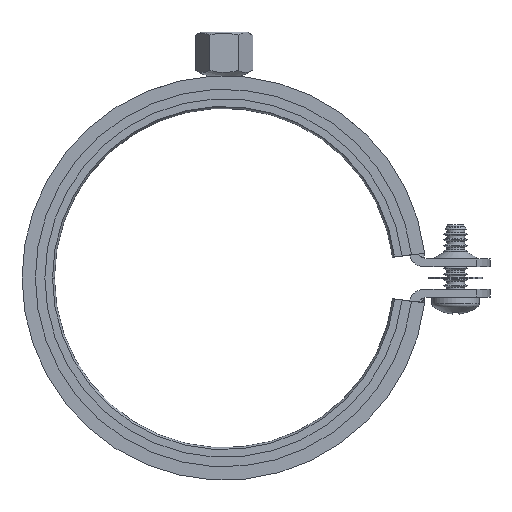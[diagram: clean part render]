
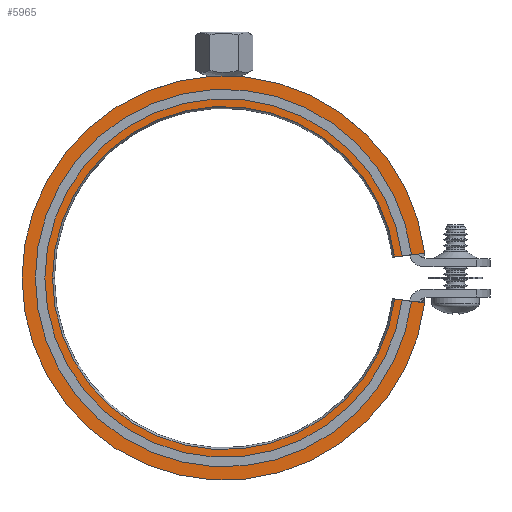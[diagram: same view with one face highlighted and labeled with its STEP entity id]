
A CAD part, front view. The second image highlights one B-rep face of the part: STEP entity #5965.
In plain terms, the highlighted face is planar.
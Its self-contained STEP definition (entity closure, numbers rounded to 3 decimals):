
#4816=CARTESIAN_POINT('',(74.418,165.573,11.5));
#4817=VERTEX_POINT('',#4816);
#4824=CARTESIAN_POINT('',(164.079,160.063,11.5));
#4825=VERTEX_POINT('',#4824);
#4826=CARTESIAN_POINT('',(119.418,165.573,11.5));
#4827=DIRECTION('',(0.0,0.0,1.0));
#4828=DIRECTION('',(1.0,0.0,0.0));
#4829=AXIS2_PLACEMENT_3D('',#4826,#4827,#4828);
#4830=CIRCLE('',#4829,45.);
#4831=EDGE_CURVE('',#4817,#4825,#4830,.T.);
#4856=CARTESIAN_POINT('',(66.418,165.573,11.5));
#4857=VERTEX_POINT('',#4856);
#4866=CARTESIAN_POINT('',(172.019,172.063,11.5));
#4867=VERTEX_POINT('',#4866);
#4868=CARTESIAN_POINT('',(119.418,165.573,11.5));
#4869=DIRECTION('',(0.0,0.0,1.0));
#4870=DIRECTION('',(1.0,0.0,0.0));
#4871=AXIS2_PLACEMENT_3D('',#4868,#4869,#4870);
#4872=CIRCLE('',#4871,53.);
#4873=EDGE_CURVE('',#4867,#4857,#4872,.T.);
#5916=CARTESIAN_POINT('',(172.019,159.083,11.5));
#5917=VERTEX_POINT('',#5916);
#5924=CARTESIAN_POINT('',(119.418,165.573,11.5));
#5925=DIRECTION('',(0.0,0.0,1.0));
#5926=DIRECTION('',(1.0,0.0,0.0));
#5927=AXIS2_PLACEMENT_3D('',#5924,#5925,#5926);
#5928=CIRCLE('',#5927,53.);
#5929=EDGE_CURVE('',#4857,#5917,#5928,.T.);
#5934=CARTESIAN_POINT('',(168.049,171.573,11.5));
#5935=DIRECTION('',(0.0,0.0,1.0));
#5936=DIRECTION('',(1.0,0.0,0.0));
#5937=AXIS2_PLACEMENT_3D('',#5934,#5935,#5936);
#5938=PLANE('',#5937);
#5939=CARTESIAN_POINT('',(172.019,159.083,11.5));
#5940=DIRECTION('',(-0.992,0.122,0.0));
#5941=VECTOR('',#5940,8.);
#5942=LINE('',#5939,#5941);
#5943=EDGE_CURVE('',#5917,#4825,#5942,.T.);
#5944=ORIENTED_EDGE('',*,*,#5943,.T.);
#5945=ORIENTED_EDGE('',*,*,#4831,.F.);
#5946=CARTESIAN_POINT('',(164.079,171.083,11.5));
#5947=VERTEX_POINT('',#5946);
#5948=CARTESIAN_POINT('',(119.418,165.573,11.5));
#5949=DIRECTION('',(0.0,0.0,1.0));
#5950=DIRECTION('',(1.0,0.0,0.0));
#5951=AXIS2_PLACEMENT_3D('',#5948,#5949,#5950);
#5952=CIRCLE('',#5951,45.);
#5953=EDGE_CURVE('',#5947,#4817,#5952,.T.);
#5954=ORIENTED_EDGE('',*,*,#5953,.F.);
#5955=CARTESIAN_POINT('',(172.019,172.063,11.5));
#5956=DIRECTION('',(-0.992,-0.122,0.0));
#5957=VECTOR('',#5956,8.);
#5958=LINE('',#5955,#5957);
#5959=EDGE_CURVE('',#4867,#5947,#5958,.T.);
#5960=ORIENTED_EDGE('',*,*,#5959,.F.);
#5961=ORIENTED_EDGE('',*,*,#4873,.T.);
#5962=ORIENTED_EDGE('',*,*,#5929,.T.);
#5963=EDGE_LOOP('',(#5944,#5945,#5954,#5960,#5961,#5962));
#5964=FACE_OUTER_BOUND('',#5963,.T.);
#5965=ADVANCED_FACE('',(#5964),#5938,.T.);
